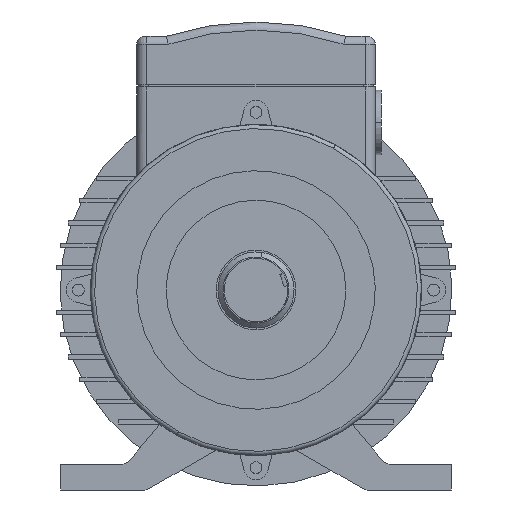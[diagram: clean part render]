
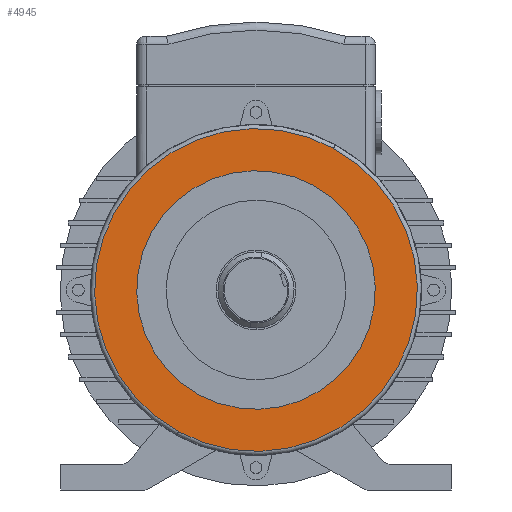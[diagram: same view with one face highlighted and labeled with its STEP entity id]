
A CAD part, front view. The second image highlights one B-rep face of the part: STEP entity #4945.
In plain terms, the highlighted planar face has unit normal (0, -1, 0).
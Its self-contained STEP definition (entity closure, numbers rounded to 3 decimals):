
#4829=CARTESIAN_POINT('Vertex',(38.724,6.096,70.884)) ;
#4832=CARTESIAN_POINT('Axis2P3D Location',(0.,6.096,0.)) ;
#4836=CARTESIAN_POINT('Vertex',(-38.724,6.096,-70.884)) ;
#4906=CARTESIAN_POINT('Axis2P3D Location',(0.,6.096,0.)) ;
#4918=CARTESIAN_POINT('Axis2P3D Location',(0.,6.096,59.69)) ;
#4927=CARTESIAN_POINT('Axis2P3D Location',(0.,6.096,0.)) ;
#4931=CARTESIAN_POINT('Vertex',(-28.617,6.096,-52.383)) ;
#4933=CARTESIAN_POINT('Vertex',(28.617,6.096,52.383)) ;
#4936=CARTESIAN_POINT('Axis2P3D Location',(0.,6.096,0.)) ;
#4833=DIRECTION('Axis2P3D Direction',(0.,1.,-0.)) ;
#4907=DIRECTION('Axis2P3D Direction',(-0.,1.,0.)) ;
#4919=DIRECTION('Axis2P3D Direction',(-0.,1.,0.)) ;
#4920=DIRECTION('Axis2P3D XDirection',(1.,0.,0.)) ;
#4928=DIRECTION('Axis2P3D Direction',(-0.,1.,0.)) ;
#4937=DIRECTION('Axis2P3D Direction',(-0.,1.,0.)) ;
#4834=AXIS2_PLACEMENT_3D('Circle Axis2P3D',#4832,#4833,$) ;
#4908=AXIS2_PLACEMENT_3D('Circle Axis2P3D',#4906,#4907,$) ;
#4921=AXIS2_PLACEMENT_3D('Plane Axis2P3D',#4918,#4919,#4920) ;
#4929=AXIS2_PLACEMENT_3D('Circle Axis2P3D',#4927,#4928,$) ;
#4938=AXIS2_PLACEMENT_3D('Circle Axis2P3D',#4936,#4937,$) ;
#4924=ORIENTED_EDGE('',*,*,#4838,.F.) ;
#4925=ORIENTED_EDGE('',*,*,#4910,.F.) ;
#4942=ORIENTED_EDGE('',*,*,#4935,.T.) ;
#4943=ORIENTED_EDGE('',*,*,#4940,.T.) ;
#4944=FACE_BOUND('',#4941,.T.) ;
#4945=ADVANCED_FACE('PartBody',(#4926,#4944),#4922,.F.) ;
#4835=CIRCLE('generated circle',#4834,80.772) ;
#4909=CIRCLE('generated circle',#4908,80.772) ;
#4930=CIRCLE('generated circle',#4929,59.69) ;
#4939=CIRCLE('generated circle',#4938,59.69) ;
#4838=EDGE_CURVE('',#4830,#4837,#4835,.T.) ;
#4910=EDGE_CURVE('',#4837,#4830,#4909,.T.) ;
#4935=EDGE_CURVE('',#4932,#4934,#4930,.T.) ;
#4940=EDGE_CURVE('',#4934,#4932,#4939,.T.) ;
#4923=EDGE_LOOP('',(#4924,#4925)) ;
#4941=EDGE_LOOP('',(#4942,#4943)) ;
#4926=FACE_OUTER_BOUND('',#4923,.T.) ;
#4922=PLANE('',#4921) ;
#4830=VERTEX_POINT('',#4829) ;
#4837=VERTEX_POINT('',#4836) ;
#4932=VERTEX_POINT('',#4931) ;
#4934=VERTEX_POINT('',#4933) ;
